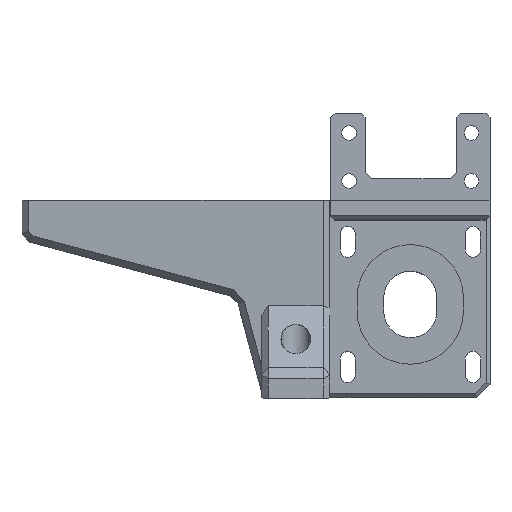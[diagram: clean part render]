
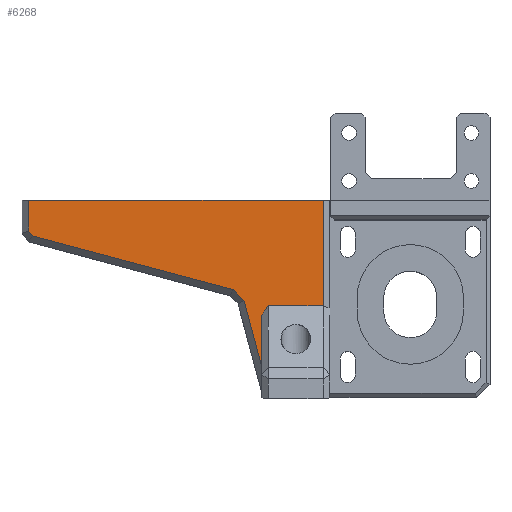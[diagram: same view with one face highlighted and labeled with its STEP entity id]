
A CAD part, top view. The second image highlights one B-rep face of the part: STEP entity #6268.
In plain terms, the highlighted planar face has unit normal (0, 0, 1).
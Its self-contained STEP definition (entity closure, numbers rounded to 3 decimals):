
#91=PLANE('',#6652);
#395=FACE_OUTER_BOUND('',#745,.T.);
#745=EDGE_LOOP('',(#5080,#5081,#5082,#5083,#5084,#5085,#5086,#5087,#5088,
#5089));
#1566=LINE('',#14262,#2055);
#1577=LINE('',#20185,#2066);
#1581=LINE('',#20193,#2070);
#1582=LINE('',#20195,#2071);
#1583=LINE('',#20197,#2072);
#1584=LINE('',#20199,#2073);
#1585=LINE('',#20200,#2074);
#1586=LINE('',#20202,#2075);
#1587=LINE('',#20204,#2076);
#1588=LINE('',#20205,#2077);
#2055=VECTOR('',#7402,10.);
#2066=VECTOR('',#7495,10.);
#2070=VECTOR('',#7501,10.);
#2071=VECTOR('',#7502,10.);
#2072=VECTOR('',#7503,10.);
#2073=VECTOR('',#7504,10.);
#2074=VECTOR('',#7505,10.);
#2075=VECTOR('',#7506,10.);
#2076=VECTOR('',#7507,10.);
#2077=VECTOR('',#7508,10.);
#2724=VERTEX_POINT('',#14259);
#2725=VERTEX_POINT('',#14261);
#2755=VERTEX_POINT('',#20182);
#2756=VERTEX_POINT('',#20184);
#2759=VERTEX_POINT('',#20192);
#2760=VERTEX_POINT('',#20194);
#2761=VERTEX_POINT('',#20196);
#2762=VERTEX_POINT('',#20198);
#2763=VERTEX_POINT('',#20201);
#2764=VERTEX_POINT('',#20203);
#3501=EDGE_CURVE('',#2724,#2725,#1566,.T.);
#3564=EDGE_CURVE('',#2755,#2756,#1577,.T.);
#3568=EDGE_CURVE('',#2724,#2759,#1581,.T.);
#3569=EDGE_CURVE('',#2759,#2760,#1582,.T.);
#3570=EDGE_CURVE('',#2760,#2761,#1583,.T.);
#3571=EDGE_CURVE('',#2761,#2762,#1584,.T.);
#3572=EDGE_CURVE('',#2762,#2756,#1585,.T.);
#3573=EDGE_CURVE('',#2755,#2763,#1586,.F.);
#3574=EDGE_CURVE('',#2763,#2764,#1587,.T.);
#3575=EDGE_CURVE('',#2764,#2725,#1588,.T.);
#5080=ORIENTED_EDGE('',*,*,#3568,.T.);
#5081=ORIENTED_EDGE('',*,*,#3569,.T.);
#5082=ORIENTED_EDGE('',*,*,#3570,.T.);
#5083=ORIENTED_EDGE('',*,*,#3571,.T.);
#5084=ORIENTED_EDGE('',*,*,#3572,.T.);
#5085=ORIENTED_EDGE('',*,*,#3564,.F.);
#5086=ORIENTED_EDGE('',*,*,#3573,.T.);
#5087=ORIENTED_EDGE('',*,*,#3574,.T.);
#5088=ORIENTED_EDGE('',*,*,#3575,.T.);
#5089=ORIENTED_EDGE('',*,*,#3501,.F.);
#6268=ADVANCED_FACE('',(#395),#91,.F.);
#6652=AXIS2_PLACEMENT_3D('',#20191,#7499,#7500);
#7402=DIRECTION('',(1.,0.,0.));
#7495=DIRECTION('',(0.,-1.,0.));
#7499=DIRECTION('center_axis',(0.,0.,
-1.));
#7500=DIRECTION('ref_axis',(-1.,0.,0.));
#7501=DIRECTION('',(0.,-1.,0.));
#7502=DIRECTION('',(0.609,-0.793,0.));
#7503=DIRECTION('',(0.966,-0.259,0.));
#7504=DIRECTION('',(0.707,-0.707,0.));
#7505=DIRECTION('',(0.259,-0.966,0.));
#7506=DIRECTION('',(-0.577,-0.816,0.));
#7507=DIRECTION('',(1.,0.,0.));
#7508=DIRECTION('',(0.,1.,0.));
#14259=CARTESIAN_POINT('',(584.887,8.148,-306.5));
#14261=CARTESIAN_POINT('',(695.75,8.148,-306.5));
#14262=CARTESIAN_POINT('',(633.,8.148,-306.5));
#20182=CARTESIAN_POINT('',(672.603,-35.138,-306.5));
#20184=CARTESIAN_POINT('',(672.603,-54.528,-306.5));
#20185=CARTESIAN_POINT('',(672.603,-47.915,-306.5));
#20191=CARTESIAN_POINT('Origin',(640.318,-29.227,-306.5));
#20192=CARTESIAN_POINT('',(584.887,-3.501,-306.5));
#20193=CARTESIAN_POINT('',(584.887,-16.789,-306.5));
#20194=CARTESIAN_POINT('',(586.269,-5.302,-306.5));
#20195=CARTESIAN_POINT('',(602.319,-26.22,-306.5));
#20196=CARTESIAN_POINT('',(661.909,-25.57,-306.5));
#20197=CARTESIAN_POINT('',(651.97,-22.907,-306.5));
#20198=CARTESIAN_POINT('',(665.918,-29.579,-306.5));
#20199=CARTESIAN_POINT('',(659.193,-22.854,-306.5));
#20200=CARTESIAN_POINT('',(669.566,-43.195,-306.5));
#20201=CARTESIAN_POINT('',(675.103,-31.602,-306.5));
#20202=CARTESIAN_POINT('',(664.44,-46.682,-306.5));
#20203=CARTESIAN_POINT('',(695.75,-31.602,-306.5));
#20204=CARTESIAN_POINT('',(662.872,-31.602,-306.5));
#20205=CARTESIAN_POINT('',(695.75,5.148,-306.5));
